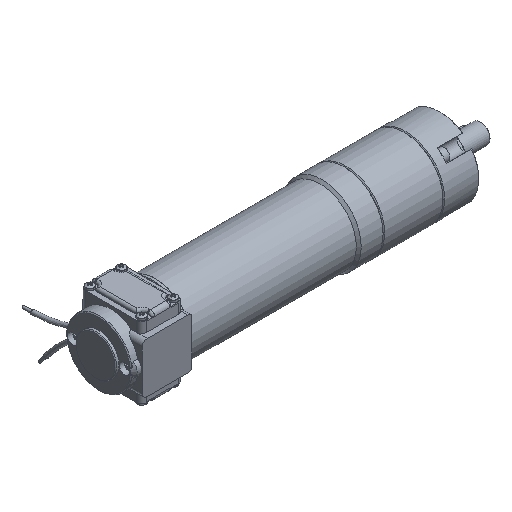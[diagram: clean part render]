
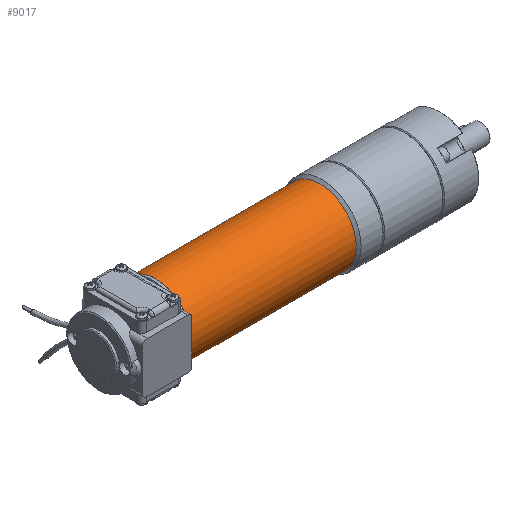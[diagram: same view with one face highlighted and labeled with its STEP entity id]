
A CAD part, isometric view. The second image highlights one B-rep face of the part: STEP entity #9017.
In plain terms, the highlighted cylindrical face has radius 22.5 mm (diameter 45 mm), a full revolution.
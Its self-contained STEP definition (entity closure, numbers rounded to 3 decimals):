
#130 = CARTESIAN_POINT ( 'NONE',  ( 101., 0., 0. ) ) ;
#171 = CIRCLE ( 'NONE', #7087, 22.5 ) ;
#643 = FACE_OUTER_BOUND ( 'NONE', #2166, .T. ) ;
#1135 = EDGE_CURVE ( 'NONE', #13470, #13470, #171, .T. ) ;
#1891 = CARTESIAN_POINT ( 'NONE',  ( -0.499, 0., 0. ) ) ;
#2166 = EDGE_LOOP ( 'NONE', ( #11460 ) ) ;
#2350 = CARTESIAN_POINT ( 'NONE',  ( -0.499, 0., 22.5 ) ) ;
#4338 = DIRECTION ( 'NONE',  ( 1., 0., 0. ) ) ;
#4900 = AXIS2_PLACEMENT_3D ( 'NONE', #15515, #4338, #9245 ) ;
#5014 = DIRECTION ( 'NONE',  ( 1., 0., 0. ) ) ;
#5432 = AXIS2_PLACEMENT_3D ( 'NONE', #130, #5014, #9922 ) ;
#5535 = FACE_OUTER_BOUND ( 'NONE', #14673, .T. ) ;
#6793 = DIRECTION ( 'NONE',  ( 1., 0., 0. ) ) ;
#7087 = AXIS2_PLACEMENT_3D ( 'NONE', #1891, #6793, #11754 ) ;
#7228 = EDGE_CURVE ( 'NONE', #7734, #7734, #12434, .T. ) ;
#7734 = VERTEX_POINT ( 'NONE', #12720 ) ;
#9017 = ADVANCED_FACE ( 'Defeature ausgef�hrt1_3', ( #643, #5535 ), #10447, .T. ) ;
#9245 = DIRECTION ( 'NONE',  ( 0., 0., -1. ) ) ;
#9342 = ORIENTED_EDGE ( 'NONE', *, *, #1135, .T. ) ;
#9922 = DIRECTION ( 'NONE',  ( 0., 0., -1. ) ) ;
#10447 = CYLINDRICAL_SURFACE ( 'NONE', #4900, 22.5 ) ;
#11460 = ORIENTED_EDGE ( 'NONE', *, *, #7228, .F. ) ;
#11754 = DIRECTION ( 'NONE',  ( 0., 0., 1. ) ) ;
#12434 = CIRCLE ( 'NONE', #5432, 22.5 ) ;
#12720 = CARTESIAN_POINT ( 'NONE',  ( 101., 0., -22.5 ) ) ;
#13470 = VERTEX_POINT ( 'NONE', #2350 ) ;
#14673 = EDGE_LOOP ( 'NONE', ( #9342 ) ) ;
#15515 = CARTESIAN_POINT ( 'NONE',  ( -0.5, 0., 0. ) ) ;
